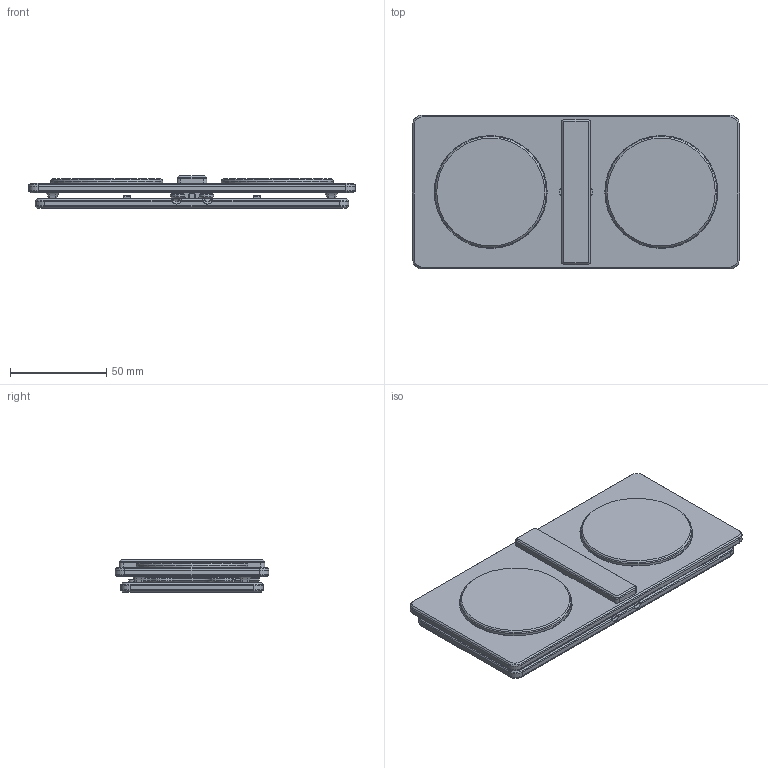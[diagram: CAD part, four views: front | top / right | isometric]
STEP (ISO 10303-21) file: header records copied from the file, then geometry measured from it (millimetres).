
FILE_DESCRIPTION(/* description */ (''),/* implementation_level */ '2;1');
FILE_NAME(/* name */ 'Open Rocker Switch Cotter Pin v7.step',/* time_stamp */ '2024-08-07T15:20:10-07:00',/* author */ (''),/* organization */ (''),/* preprocessor_version */ 'ST-DEVELOPER v20',/* originating_system */ 'Autodesk Translation Framework v13.14.0.145',/* authorisation */ '');
FILE_SCHEMA (('AUTOMOTIVE_DESIGN { 1 0 10303 214 3 1 1 }'));
Products named in the file (7): Open Rocker Switch Cotter Pin; Rocker Switch Cotter Pin; ORS_Bottom_Piece_Cotter_Pin; ORS_Top_Piece_Cotter_Pin; Cotter Pin; ORS_Divider; ORS_Button_Piece_Flip
Assembly tree (7 placements, depth 3):
  Open Rocker Switch Cotter Pin
    Rocker Switch Cotter Pin
      ORS_Bottom_Piece_Cotter_Pin
      ORS_Top_Piece_Cotter_Pin
      Cotter Pin
      ORS_Divider
      ORS_Button_Piece_Flip  x2
Bounding box: 170 x 80 x 17 mm (x, y, z)
Volume: 85800.8 mm3; surface area: 71741.8 mm2
Topology: 6 solids, 6 shells, 1955 faces, 5106 edges, 3207 vertices
Faces by surface type: plane 793, cylinder 416, bspline 405, cone 249, torus 88, sphere 4
Full cylindrical faces by diameter (mm): 3 x4, 3.2 x8, 11.5 x1, 12 x1, 18 x1, 58.1 x2, 58.7 x2
Entity records: 60798 total; most frequent: CARTESIAN_POINT 20241, ORIENTED_EDGE 9050, DIRECTION 7435, EDGE_CURVE 4525, VERTEX_POINT 2868, AXIS2_PLACEMENT_3D 2480, LINE 2475, VECTOR 2475
